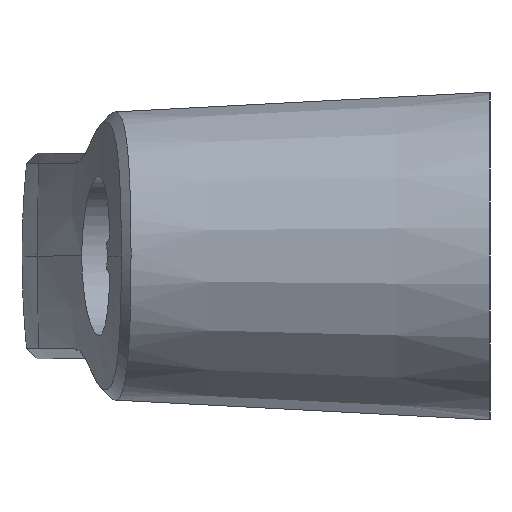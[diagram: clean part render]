
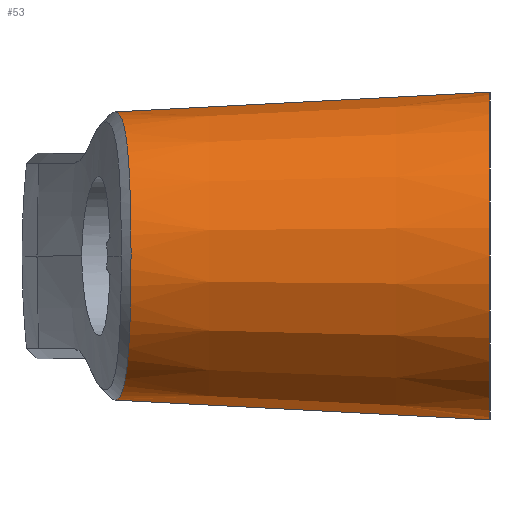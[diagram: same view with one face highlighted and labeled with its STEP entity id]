
A CAD part, left-side view. The second image highlights one B-rep face of the part: STEP entity #53.
In plain terms, the highlighted conical face has half-angle 3 degrees and reference radius 17.5 mm.
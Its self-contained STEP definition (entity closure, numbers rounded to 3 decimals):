
#53=ADVANCED_FACE('NONE',(#119),#120,.T.);
#119=FACE_OUTER_BOUND('',#239,.T.);
#120=CONICAL_SURFACE('',#240,17.5,0.052);
#239=EDGE_LOOP('',(#1016,#1017,#1018,#1019));
#240=AXIS2_PLACEMENT_3D('',#1020,#1021,#1022);
#1016=ORIENTED_EDGE('',*,*,#1402,.T.);
#1017=ORIENTED_EDGE('',*,*,#1403,.T.);
#1018=ORIENTED_EDGE('',*,*,#1404,.T.);
#1019=ORIENTED_EDGE('',*,*,#1405,.F.);
#1020=CARTESIAN_POINT('',(-89.0,0.0,0.0));
#1021=DIRECTION('',(-0.0,-1.0,0.0));
#1022=DIRECTION('',(0.0,0.0,1.0));
#1402=EDGE_CURVE('NONE',#1596,#1597,#1598,.T.);
#1403=EDGE_CURVE('NONE',#1597,#1599,#1600,.T.);
#1404=EDGE_CURVE('NONE',#1599,#1601,#1602,.T.);
#1405=EDGE_CURVE('NONE',#1596,#1601,#1603,.T.);
#1596=VERTEX_POINT('NONE',#2273);
#1597=VERTEX_POINT('NONE',#2274);
#1598=B_SPLINE_CURVE_WITH_KNOTS('',3,(#2275,#2276,#2277,#2278,#2279,#2280,#2281,#2282,#2283,#2284,#2285,#2286,#2287,#2288,#2289,#2290,#2291,#2292,#2293,#2294,#2295,#2296,#2297,#2298,#2299,#2300,#2301,#2302,#2303,#2304,#2305,#2306,#2307,#2308,#2309,#2310,#2311,#2312,#2313,#2314,#2315,#2316,#2317,#2318,#2319,#2320,#2321,#2322,#2323,#2324,#2325,#2326,#2327,#2328,#2329,#2330,#2331,#2332,#2333,#2334,#2335,#2336,#2337,#2338,#2339,#2340,#2341,#2342,#2343,#2344,#2345,#2346),.UNSPECIFIED.,.F.,.F.,(4,2,1,1,1,1,1,1,2,2,2,2,2,2,2,2,2,2,1,1,1,2,2,2,2,2,2,2,2,2,2,2,2,2,2,1,2,2,2,2,4),(0.121,0.121,0.122,0.122,0.123,0.124,0.127,0.133,0.145,0.169,0.216,0.228,0.24,0.263,0.311,0.335,0.34,0.341,0.342,0.343,0.346,0.358,0.406,0.453,0.5,0.548,0.56,0.566,0.571,0.595,0.643,0.69,0.737,0.761,0.773,0.779,0.78,0.782,0.785,0.832,0.879),.UNSPECIFIED.);
#1599=VERTEX_POINT('NONE',#2347);
#1600=LINE('',#2348,#2349);
#1601=VERTEX_POINT('NONE',#2350);
#1602=CIRCLE('',#2351,17.5);
#1603=LINE('',#2352,#2353);
#2273=CARTESIAN_POINT('',(-89.,40.064,15.4));
#2274=CARTESIAN_POINT('',(-89.,40.064,-15.4));
#2275=CARTESIAN_POINT('',(-89.,40.064,15.4));
#2276=CARTESIAN_POINT('',(-89.002,40.063,15.4));
#2277=CARTESIAN_POINT('',(-89.008,40.062,15.4));
#2278=CARTESIAN_POINT('',(-89.016,40.061,15.4));
#2279=CARTESIAN_POINT('',(-89.028,40.059,15.401));
#2280=CARTESIAN_POINT('',(-89.057,40.054,15.401));
#2281=CARTESIAN_POINT('',(-89.113,40.045,15.401));
#2282=CARTESIAN_POINT('',(-89.227,40.026,15.401));
#2283=CARTESIAN_POINT('',(-89.453,39.99,15.399));
#2284=CARTESIAN_POINT('',(-89.904,39.917,15.385));
#2285=CARTESIAN_POINT('',(-90.289,39.857,15.359));
#2286=CARTESIAN_POINT('',(-91.054,39.739,15.289));
#2287=CARTESIAN_POINT('',(-91.558,39.665,15.216));
#2288=CARTESIAN_POINT('',(-93.045,39.452,14.927));
#2289=CARTESIAN_POINT('',(-94.004,39.325,14.639));
#2290=CARTESIAN_POINT('',(-95.142,39.184,14.175));
#2291=CARTESIAN_POINT('',(-95.367,39.157,14.077));
#2292=CARTESIAN_POINT('',(-95.81,39.104,13.871));
#2293=CARTESIAN_POINT('',(-96.022,39.079,13.766));
#2294=CARTESIAN_POINT('',(-96.661,39.007,13.432));
#2295=CARTESIAN_POINT('',(-97.083,38.961,13.186));
#2296=CARTESIAN_POINT('',(-98.325,38.831,12.377));
#2297=CARTESIAN_POINT('',(-99.123,38.755,11.743));
#2298=CARTESIAN_POINT('',(-100.238,38.656,10.65));
#2299=CARTESIAN_POINT('',(-100.596,38.626,10.262));
#2300=CARTESIAN_POINT('',(-101.022,38.592,9.749));
#2301=CARTESIAN_POINT('',(-101.106,38.585,9.645));
#2302=CARTESIAN_POINT('',(-101.199,38.578,9.526));
#2303=CARTESIAN_POINT('',(-101.21,38.577,9.513));
#2304=CARTESIAN_POINT('',(-101.227,38.575,9.491));
#2305=CARTESIAN_POINT('',(-101.254,38.573,9.457));
#2306=CARTESIAN_POINT('',(-101.315,38.569,9.378));
#2307=CARTESIAN_POINT('',(-101.505,38.554,9.128));
#2308=CARTESIAN_POINT('',(-101.672,38.541,8.894));
#2309=CARTESIAN_POINT('',(-102.326,38.492,7.937));
#2310=CARTESIAN_POINT('',(-102.793,38.459,7.105));
#2311=CARTESIAN_POINT('',(-103.576,38.406,5.323));
#2312=CARTESIAN_POINT('',(-103.893,38.386,4.373));
#2313=CARTESIAN_POINT('',(-104.339,38.36,2.384));
#2314=CARTESIAN_POINT('',(-104.468,38.353,1.345));
#2315=CARTESIAN_POINT('',(-104.507,38.353,-0.785));
#2316=CARTESIAN_POINT('',(-104.416,38.359,-1.876));
#2317=CARTESIAN_POINT('',(-104.149,38.375,-3.239));
#2318=CARTESIAN_POINT('',(-104.088,38.379,-3.511));
#2319=CARTESIAN_POINT('',(-103.985,38.385,-3.919));
#2320=CARTESIAN_POINT('',(-103.947,38.387,-4.06));
#2321=CARTESIAN_POINT('',(-103.869,38.392,-4.336));
#2322=CARTESIAN_POINT('',(-103.828,38.395,-4.473));
#2323=CARTESIAN_POINT('',(-103.616,38.408,-5.153));
#2324=CARTESIAN_POINT('',(-103.418,38.42,-5.68));
#2325=CARTESIAN_POINT('',(-102.75,38.465,-7.206));
#2326=CARTESIAN_POINT('',(-102.207,38.504,-8.146));
#2327=CARTESIAN_POINT('',(-100.982,38.598,-9.853));
#2328=CARTESIAN_POINT('',(-100.3,38.655,-10.618));
#2329=CARTESIAN_POINT('',(-98.849,38.784,-11.967));
#2330=CARTESIAN_POINT('',(-98.081,38.858,-12.551));
#2331=CARTESIAN_POINT('',(-96.899,38.982,-13.294));
#2332=CARTESIAN_POINT('',(-96.501,39.025,-13.52));
#2333=CARTESIAN_POINT('',(-95.899,39.094,-13.827));
#2334=CARTESIAN_POINT('',(-95.698,39.117,-13.924));
#2335=CARTESIAN_POINT('',(-95.396,39.153,-14.062));
#2336=CARTESIAN_POINT('',(-95.27,39.168,-14.118));
#2337=CARTESIAN_POINT('',(-95.144,39.183,-14.172));
#2338=CARTESIAN_POINT('',(-95.094,39.19,-14.193));
#2339=CARTESIAN_POINT('',(-95.064,39.193,-14.206));
#2340=CARTESIAN_POINT('',(-94.981,39.203,-14.241));
#2341=CARTESIAN_POINT('',(-94.925,39.21,-14.263));
#2342=CARTESIAN_POINT('',(-93.979,39.327,-14.646));
#2343=CARTESIAN_POINT('',(-93.034,39.453,-14.929));
#2344=CARTESIAN_POINT('',(-91.066,39.736,-15.311));
#2345=CARTESIAN_POINT('',(-90.043,39.892,-15.409));
#2346=CARTESIAN_POINT('',(-89.,40.064,-15.4));
#2347=CARTESIAN_POINT('',(-89.0,0.0,-17.5));
#2348=CARTESIAN_POINT('',(-89.0,0.0,-17.5));
#2349=VECTOR('',#3074,1000.0);
#2350=CARTESIAN_POINT('',(-89.0,0.0,17.5));
#2351=AXIS2_PLACEMENT_3D('',#3075,#3076,#3077);
#2352=CARTESIAN_POINT('',(-89.0,0.0,17.5));
#2353=VECTOR('',#3078,1000.0);
#3074=DIRECTION('',(0.,-0.999,-0.052));
#3075=CARTESIAN_POINT('',(-89.0,0.0,0.0));
#3076=DIRECTION('',(0.0,1.0,0.0));
#3077=DIRECTION('',(0.0,0.0,1.0));
#3078=DIRECTION('',(0.0,-0.999,0.052));
